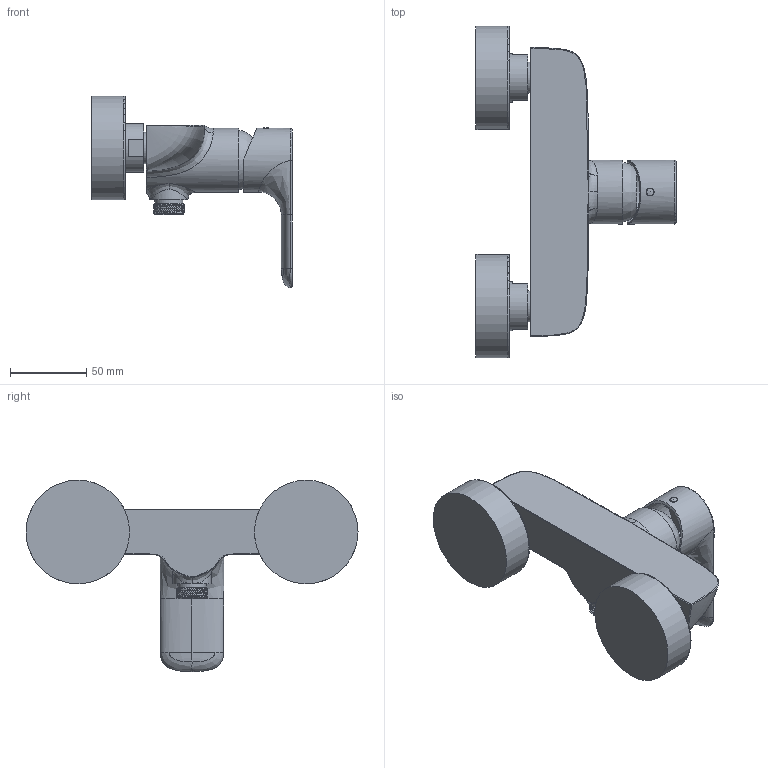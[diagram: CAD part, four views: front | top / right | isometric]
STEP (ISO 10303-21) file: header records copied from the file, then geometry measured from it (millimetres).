
FILE_DESCRIPTION(/* description */ (''),/* implementation_level */ '2;1');
FILE_NAME(/* name */ '3D_TVS104001000_O.Novo (1).step',/* time_stamp */ '2022-11-30T14:12:31+01:00',/* author */ (''),/* organization */ (''),/* preprocessor_version */ 'ST-DEVELOPER v19.2',/* originating_system */ 'Autodesk Translation Framework v11.17.0.187',/* authorisation */ '');
FILE_SCHEMA (('AUTOMOTIVE_DESIGN { 1 0 10303 214 3 1 1 }'));
Length unit declared in the file: millimetre
Products named in the file (18): (Nicht gespeichert); 80T33390; J10350; 8YG16045; 9ZG16045; 8JT1A200; 8J22X2A; J92030; 80P35WHA2; PP; Q79_ASM; 8JTSWQ79; 24X16X3; 19X2; 8NMSWQ79; 80Q01000; 80Q79000; 8XJQ7800
Assembly tree (18 placements, depth 3):
  (Nicht gespeichert)
    80T33390
    J10350
    8YG16045
    9ZG16045
    8JT1A200
    8J22X2A
    J92030
    80P35WHA2
    PP
    Q79_ASM  x2
      8JTSWQ79
      24X16X3
      19X2
      8NMSWQ79
      80Q01000
      80Q79000
      8XJQ7800
Bounding box: 131.4 x 218 x 125.84 mm (x, y, z)
Volume: 456825.8 mm3; surface area: 85092 mm2
Topology: 11 solids, 12 shells, 156 faces, 352 edges, 223 vertices
Faces by surface type: plane 56, bspline 39, cylinder 34, cone 12, torus 12, sphere 3
Full cylindrical faces by diameter (mm): 2.5 x1, 5.1 x1, 5.2 x1, 12 x1, 13.4 x1, 14.5 x1, 15 x1, 18.5 x2, 20.6 x4, 21.5 x1, 23 x1, 24.2 x2, 32 x2, 39 x1, 42 x2, 68 x2
Entity records: 21870 total; most frequent: CARTESIAN_POINT 18400, DIRECTION 636, ORIENTED_EDGE 634, EDGE_CURVE 318, AXIS2_PLACEMENT_3D 277, VERTEX_POINT 201, EDGE_LOOP 153, FACE_OUTER_BOUND 138
